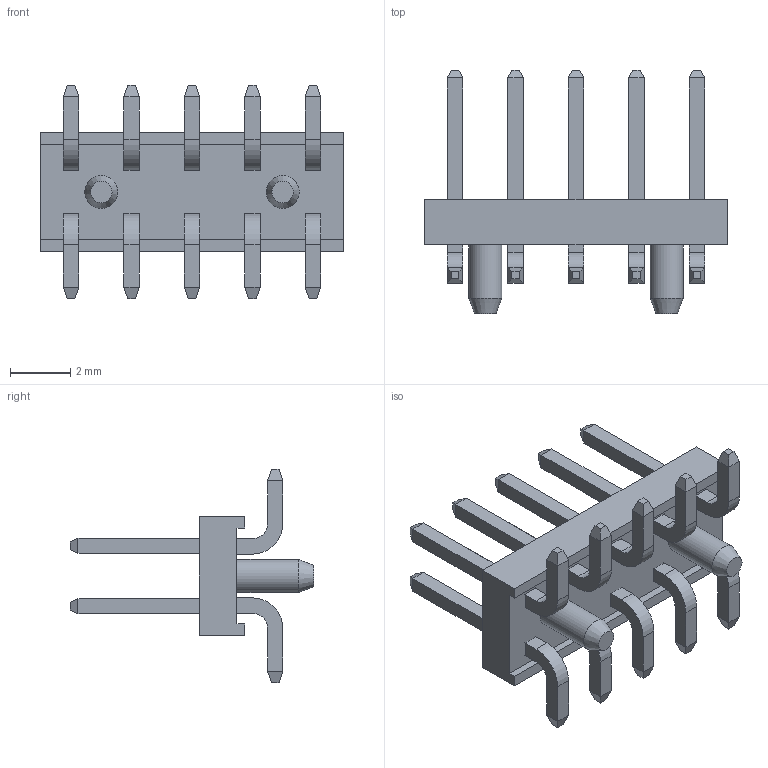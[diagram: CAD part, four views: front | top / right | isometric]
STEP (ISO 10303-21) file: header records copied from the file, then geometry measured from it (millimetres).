
FILE_DESCRIPTION( ( 'STEP AP214' ), ' ' );
FILE_NAME( 'TMM-105-06-L-D-SM-A.stp', '2017-12-11T21:53:02', ( '' ), ( '' ), ' ', 'PARTsolutions', ' ' );
FILE_SCHEMA( ( 'AUTOMOTIVE_DESIGN { 1 0 10303 214 1 1 1 1 }' ) );
Length unit declared in the file: inch
Products named in the file (4): TMM-105-06-L-D-SM-A; _TMM-105-06-L-D-SM-A_body; _TMM-105-06-L-D-SM_pins1; _TMM-105-06-L-D-SM-A_sm_pins2
Assembly tree (3 placements, depth 2):
  TMM-105-06-L-D-SM-A
    _TMM-105-06-L-D-SM-A_body
    _TMM-105-06-L-D-SM_pins1
    _TMM-105-06-L-D-SM-A_sm_pins2
Bounding box: 10 x 8.05 x 7.06 mm (x, y, z)
Volume: 91.5 mm3; surface area: 451.9 mm2
Topology: 3 solids, 3 shells, 292 faces, 748 edges, 472 vertices
Faces by surface type: plane 268, cylinder 22, cone 2
Full cylindrical faces by diameter (mm): 1.092 x2
Entity records: 11006 total; most frequent: CARTESIAN_POINT 1508, ORIENTED_EDGE 1484, DIRECTION 1380, EDGE_CURVE 742, LINE 696, VECTOR 696, VERTEX_POINT 470, AXIS2_PLACEMENT_3D 342
